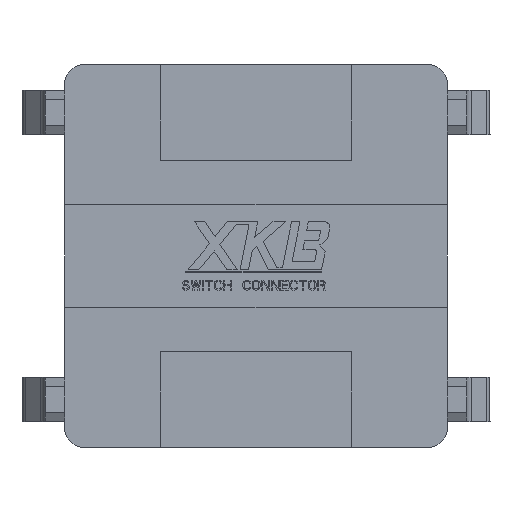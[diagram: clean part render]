
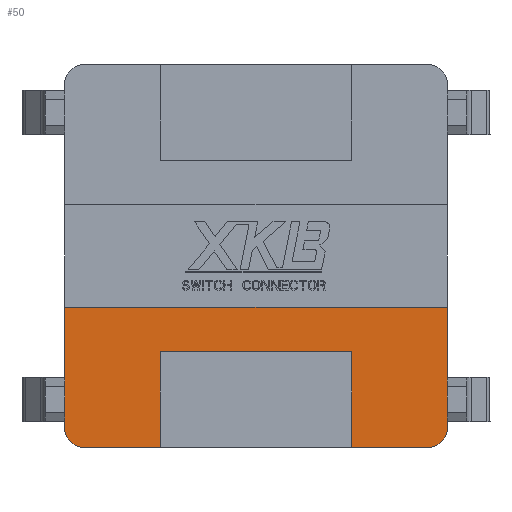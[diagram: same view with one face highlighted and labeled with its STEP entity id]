
A CAD part, front view. The second image highlights one B-rep face of the part: STEP entity #50.
In plain terms, the highlighted planar face has unit normal (0, -1, 0).
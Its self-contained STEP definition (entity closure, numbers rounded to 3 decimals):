
#50=ADVANCED_FACE('',(#616),#617,.F.);
#616=FACE_OUTER_BOUND('',#1763,.T.);
#617=PLANE('',#1764);
#1763=EDGE_LOOP('',(#3202,#3203,#3204,#3205,#3206,#3207,#3208,#3209,#3210,#3211,#3212,#3213,#3214,#3215));
#1764=AXIS2_PLACEMENT_3D('',#3216,#3217,#3218);
#3202=ORIENTED_EDGE('',*,*,#8017,.F.);
#3203=ORIENTED_EDGE('',*,*,#8018,.T.);
#3204=ORIENTED_EDGE('',*,*,#8019,.F.);
#3205=ORIENTED_EDGE('',*,*,#8020,.T.);
#3206=ORIENTED_EDGE('',*,*,#8021,.F.);
#3207=ORIENTED_EDGE('',*,*,#8022,.T.);
#3208=ORIENTED_EDGE('',*,*,#8023,.F.);
#3209=ORIENTED_EDGE('',*,*,#8024,.F.);
#3210=ORIENTED_EDGE('',*,*,#8025,.F.);
#3211=ORIENTED_EDGE('',*,*,#8026,.T.);
#3212=ORIENTED_EDGE('',*,*,#8027,.F.);
#3213=ORIENTED_EDGE('',*,*,#8028,.F.);
#3214=ORIENTED_EDGE('',*,*,#8029,.F.);
#3215=ORIENTED_EDGE('',*,*,#8030,.F.);
#3216=CARTESIAN_POINT('',(0.0,0.0,0.0));
#3217=DIRECTION('',(-0.0,1.0,0.0));
#3218=DIRECTION('',(1.0,0.0,0.0));
#8017=EDGE_CURVE('',#9617,#9618,#9619,.T.);
#8018=EDGE_CURVE('',#9617,#9620,#9621,.T.);
#8019=EDGE_CURVE('',#9622,#9620,#9623,.T.);
#8020=EDGE_CURVE('',#9622,#9624,#9625,.T.);
#8021=EDGE_CURVE('',#9626,#9624,#9627,.T.);
#8022=EDGE_CURVE('',#9626,#9628,#9629,.T.);
#8023=EDGE_CURVE('',#9630,#9628,#9631,.T.);
#8024=EDGE_CURVE('',#9632,#9630,#9633,.T.);
#8025=EDGE_CURVE('',#9634,#9632,#9635,.T.);
#8026=EDGE_CURVE('',#9634,#9636,#9637,.T.);
#8027=EDGE_CURVE('',#9638,#9636,#9639,.T.);
#8028=EDGE_CURVE('',#9640,#9638,#9641,.T.);
#8029=EDGE_CURVE('',#9642,#9640,#9643,.T.);
#8030=EDGE_CURVE('',#9618,#9642,#9644,.T.);
#9617=VERTEX_POINT('',#12255);
#9618=VERTEX_POINT('',#12256);
#9619=LINE('',#12257,#12258);
#9620=VERTEX_POINT('',#12259);
#9621=LINE('',#12260,#12261);
#9622=VERTEX_POINT('',#12262);
#9623=LINE('',#12263,#12264);
#9624=VERTEX_POINT('',#12265);
#9625=CIRCLE('',#12266,0.3);
#9626=VERTEX_POINT('',#12267);
#9627=LINE('',#12268,#12269);
#9628=VERTEX_POINT('',#12270);
#9629=LINE('',#12271,#12272);
#9630=VERTEX_POINT('',#12273);
#9631=LINE('',#12274,#12275);
#9632=VERTEX_POINT('',#12276);
#9633=LINE('',#12277,#12278);
#9634=VERTEX_POINT('',#12279);
#9635=LINE('',#12280,#12281);
#9636=VERTEX_POINT('',#12282);
#9637=CIRCLE('',#12283,0.3);
#9638=VERTEX_POINT('',#12284);
#9639=LINE('',#12285,#12286);
#9640=VERTEX_POINT('',#12287);
#9641=LINE('',#12288,#12289);
#9642=VERTEX_POINT('',#12290);
#9643=LINE('',#12291,#12292);
#9644=LINE('',#12293,#12294);
#12255=CARTESIAN_POINT('',(-3.0,0.0,-1.9));
#12256=CARTESIAN_POINT('',(-3.0,0.0,-0.8));
#12257=CARTESIAN_POINT('',(-3.0,0.0,-1.9));
#12258=VECTOR('',#16395,1.1);
#12259=CARTESIAN_POINT('',(-3.0,0.0,-2.6));
#12260=CARTESIAN_POINT('',(-3.0,0.0,-1.9));
#12261=VECTOR('',#16396,0.7);
#12262=CARTESIAN_POINT('',(-3.0,0.0,-2.7));
#12263=CARTESIAN_POINT('',(-3.0,0.0,-2.7));
#12264=VECTOR('',#16397,0.1);
#12265=CARTESIAN_POINT('',(-2.7,0.0,-3.0));
#12266=AXIS2_PLACEMENT_3D('',#16398,#16399,#16400);
#12267=CARTESIAN_POINT('',(-1.5,0.0,-3.0));
#12268=CARTESIAN_POINT('',(-1.5,0.0,-3.0));
#12269=VECTOR('',#16401,1.2);
#12270=CARTESIAN_POINT('',(-1.5,0.0,-1.5));
#12271=CARTESIAN_POINT('',(-1.5,0.0,-3.0));
#12272=VECTOR('',#16402,1.5);
#12273=CARTESIAN_POINT('',(1.5,0.0,-1.5));
#12274=CARTESIAN_POINT('',(1.5,0.0,-1.5));
#12275=VECTOR('',#16403,3.0);
#12276=CARTESIAN_POINT('',(1.5,0.0,-3.0));
#12277=CARTESIAN_POINT('',(1.5,0.0,-3.0));
#12278=VECTOR('',#16404,1.5);
#12279=CARTESIAN_POINT('',(2.7,0.0,-3.0));
#12280=CARTESIAN_POINT('',(2.7,0.0,-3.0));
#12281=VECTOR('',#16405,1.2);
#12282=CARTESIAN_POINT('',(3.0,0.0,-2.7));
#12283=AXIS2_PLACEMENT_3D('',#16406,#16407,#16408);
#12284=CARTESIAN_POINT('',(3.0,0.0,-2.6));
#12285=CARTESIAN_POINT('',(3.0,0.0,-2.6));
#12286=VECTOR('',#16409,0.1);
#12287=CARTESIAN_POINT('',(3.0,0.0,-1.9));
#12288=CARTESIAN_POINT('',(3.0,0.0,-1.9));
#12289=VECTOR('',#16410,0.7);
#12290=CARTESIAN_POINT('',(3.0,0.0,-0.8));
#12291=CARTESIAN_POINT('',(3.0,0.0,-0.8));
#12292=VECTOR('',#16411,1.1);
#12293=CARTESIAN_POINT('',(-3.0,0.0,-0.8));
#12294=VECTOR('',#16412,6.0);
#16395=DIRECTION('',(0.0,0.0,1.0));
#16396=DIRECTION('',(0.0,0.0,-1.0));
#16397=DIRECTION('',(0.0,0.0,1.0));
#16398=CARTESIAN_POINT('',(-2.7,0.0,-2.7));
#16399=DIRECTION('',(0.0,-1.0,0.0));
#16400=DIRECTION('',(-1.0,0.0,0.0));
#16401=DIRECTION('',(-1.0,0.0,0.0));
#16402=DIRECTION('',(0.0,0.0,1.0));
#16403=DIRECTION('',(-1.0,0.0,0.0));
#16404=DIRECTION('',(0.0,0.0,1.0));
#16405=DIRECTION('',(-1.0,0.0,0.0));
#16406=CARTESIAN_POINT('',(2.7,0.0,-2.7));
#16407=DIRECTION('',(0.0,-1.0,0.0));
#16408=DIRECTION('',(0.0,0.0,-1.0));
#16409=DIRECTION('',(0.0,0.0,-1.0));
#16410=DIRECTION('',(0.0,0.0,-1.0));
#16411=DIRECTION('',(0.0,0.0,-1.0));
#16412=DIRECTION('',(1.0,0.0,0.0));
